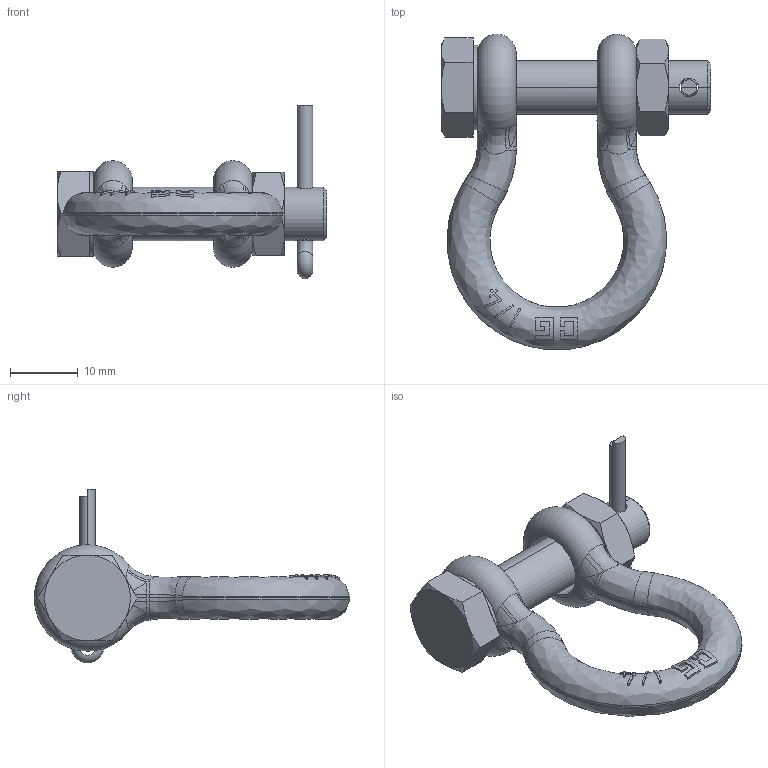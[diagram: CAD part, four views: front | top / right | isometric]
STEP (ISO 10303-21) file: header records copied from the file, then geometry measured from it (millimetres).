
FILE_DESCRIPTION((''),'2;1');
FILE_NAME('CROSBY_2130_025','2005-01-21T',('ADoughty'),('The Crosby Group, Inc.'),'PRO/ENGINEER BY PARAMETRIC TECHNOLOGY CORPORATION, 2004090','PRO/ENGINEER BY PARAMETRIC TECHNOLOGY CORPORATION, 2004090','');
FILE_SCHEMA(('CONFIG_CONTROL_DESIGN'));
Length unit declared in the file: inch
Products named in the file (1): CROSBY_2130_025
Bounding box: 39.93 x 46.68 x 25.69 mm (x, y, z)
Volume: 6296.6 mm3; surface area: 4699.3 mm2
Topology: 2 solids, 2 shells, 211 faces, 497 edges, 294 vertices
Faces by surface type: bspline 81, plane 69, cone 28, cylinder 17, extrusion 9, torus 7
Entity records: 10225 total; most frequent: CARTESIAN_POINT 6105, ORIENTED_EDGE 994, DIRECTION 586, EDGE_CURVE 497, VERTEX_POINT 294, B_SPLINE_CURVE_WITH_KNOTS 267, EDGE_LOOP 219, AXIS2_PLACEMENT_3D 217
